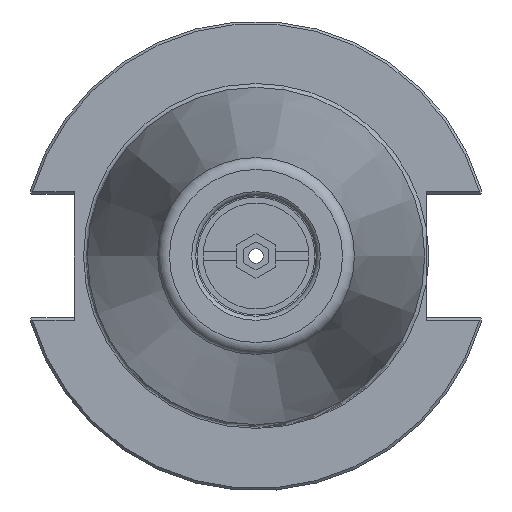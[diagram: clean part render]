
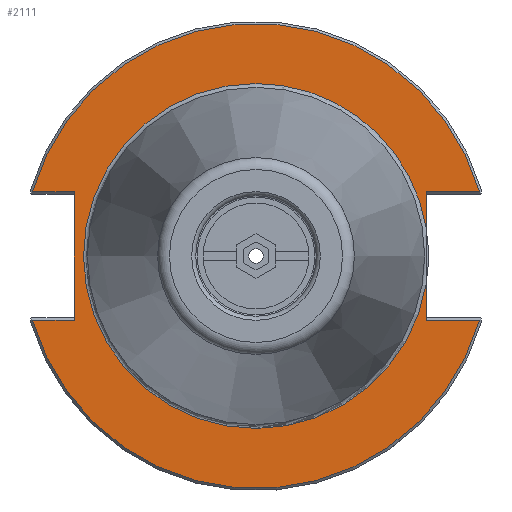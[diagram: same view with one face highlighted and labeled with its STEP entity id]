
A CAD part, left-side view. The second image highlights one B-rep face of the part: STEP entity #2111.
In plain terms, the highlighted planar face has unit normal (-1, 0, 0).
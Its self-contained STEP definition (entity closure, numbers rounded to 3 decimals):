
#125=PLANE('',#2297);
#200=FACE_OUTER_BOUND('',#323,.T.);
#323=EDGE_LOOP('',(#1527,#1528,#1529,#1530,#1531,#1532,#1533,#1534,#1535,
#1536,#1537));
#434=LINE('',#3266,#575);
#438=LINE('',#3274,#579);
#439=LINE('',#3278,#580);
#440=LINE('',#3280,#581);
#441=LINE('',#3282,#582);
#442=LINE('',#3286,#583);
#443=LINE('',#3288,#584);
#575=VECTOR('',#2636,10.);
#579=VECTOR('',#2642,10.);
#580=VECTOR('',#2645,10.);
#581=VECTOR('',#2646,10.);
#582=VECTOR('',#2647,10.);
#583=VECTOR('',#2650,10.);
#584=VECTOR('',#2651,10.);
#754=CIRCLE('',#2298,48.25);
#755=CIRCLE('',#2299,48.25);
#756=CIRCLE('',#2300,35.8);
#757=CIRCLE('',#2301,35.8);
#892=VERTEX_POINT('',#3261);
#893=VERTEX_POINT('',#3265);
#896=VERTEX_POINT('',#3273);
#897=VERTEX_POINT('',#3275);
#898=VERTEX_POINT('',#3277);
#899=VERTEX_POINT('',#3279);
#900=VERTEX_POINT('',#3281);
#901=VERTEX_POINT('',#3283);
#902=VERTEX_POINT('',#3285);
#903=VERTEX_POINT('',#3287);
#904=VERTEX_POINT('',#3289);
#1137=EDGE_CURVE('',#892,#893,#434,.T.);
#1141=EDGE_CURVE('',#896,#893,#438,.T.);
#1142=EDGE_CURVE('',#897,#892,#754,.T.);
#1143=EDGE_CURVE('',#898,#897,#439,.T.);
#1144=EDGE_CURVE('',#898,#899,#440,.T.);
#1145=EDGE_CURVE('',#900,#899,#441,.T.);
#1146=EDGE_CURVE('',#901,#900,#755,.T.);
#1147=EDGE_CURVE('',#902,#901,#442,.T.);
#1148=EDGE_CURVE('',#902,#903,#443,.T.);
#1149=EDGE_CURVE('',#903,#904,#756,.T.);
#1150=EDGE_CURVE('',#904,#896,#757,.T.);
#1527=ORIENTED_EDGE('',*,*,#1141,.T.);
#1528=ORIENTED_EDGE('',*,*,#1137,.F.);
#1529=ORIENTED_EDGE('',*,*,#1142,.F.);
#1530=ORIENTED_EDGE('',*,*,#1143,.F.);
#1531=ORIENTED_EDGE('',*,*,#1144,.T.);
#1532=ORIENTED_EDGE('',*,*,#1145,.F.);
#1533=ORIENTED_EDGE('',*,*,#1146,.F.);
#1534=ORIENTED_EDGE('',*,*,#1147,.F.);
#1535=ORIENTED_EDGE('',*,*,#1148,.T.);
#1536=ORIENTED_EDGE('',*,*,#1149,.T.);
#1537=ORIENTED_EDGE('',*,*,#1150,.T.);
#2111=ADVANCED_FACE('',(#200),#125,.T.);
#2297=AXIS2_PLACEMENT_3D('',#3272,#2640,#2641);
#2298=AXIS2_PLACEMENT_3D('',#3276,#2643,#2644);
#2299=AXIS2_PLACEMENT_3D('',#3284,#2648,#2649);
#2300=AXIS2_PLACEMENT_3D('',#3290,#2652,#2653);
#2301=AXIS2_PLACEMENT_3D('',#3291,#2654,#2655);
#2636=DIRECTION('',(0.,1.,0.));
#2640=DIRECTION('center_axis',(-1.,0.,0.));
#2641=DIRECTION('ref_axis',(0.,0.,1.));
#2642=DIRECTION('',(0.,0.,1.));
#2643=DIRECTION('center_axis',(1.,0.,0.));
#2644=DIRECTION('ref_axis',(0.,0.,-1.));
#2645=DIRECTION('',(0.,1.,0.));
#2646=DIRECTION('',(0.,0.,-1.));
#2647=DIRECTION('',(0.,-1.,0.));
#2648=DIRECTION('center_axis',(1.,0.,0.));
#2649=DIRECTION('ref_axis',(0.,0.,-1.));
#2650=DIRECTION('',(0.,-1.,0.));
#2651=DIRECTION('',(0.,0.,1.));
#2652=DIRECTION('center_axis',(1.,0.,0.));
#2653=DIRECTION('ref_axis',(0.,0.,-1.));
#2654=DIRECTION('center_axis',(1.,0.,0.));
#2655=DIRECTION('ref_axis',(0.,0.,-1.));
#3261=CARTESIAN_POINT('',(3.175,-46.373,13.325));
#3265=CARTESIAN_POINT('',(3.175,-35.3,13.325));
#3266=CARTESIAN_POINT('',(3.175,6.475,13.325));
#3272=CARTESIAN_POINT('Origin',(3.175,48.25,0.));
#3273=CARTESIAN_POINT('',(3.175,-35.3,5.962));
#3274=CARTESIAN_POINT('',(3.175,-35.3,-6.413));
#3275=CARTESIAN_POINT('',(3.175,46.373,13.325));
#3276=CARTESIAN_POINT('Origin',(3.175,0.,0.));
#3277=CARTESIAN_POINT('',(3.175,37.7,13.325));
#3278=CARTESIAN_POINT('',(3.175,61.395,13.325));
#3279=CARTESIAN_POINT('',(3.175,37.7,-13.325));
#3280=CARTESIAN_POINT('',(3.175,37.7,6.413));
#3281=CARTESIAN_POINT('',(3.175,46.373,-13.325));
#3282=CARTESIAN_POINT('',(3.175,42.975,-13.325));
#3283=CARTESIAN_POINT('',(3.175,-46.373,-13.325));
#3284=CARTESIAN_POINT('Origin',(3.175,0.,0.));
#3285=CARTESIAN_POINT('',(3.175,-35.3,-13.325));
#3286=CARTESIAN_POINT('',(3.175,-13.707,-13.325));
#3287=CARTESIAN_POINT('',(3.175,-35.3,-5.962));
#3288=CARTESIAN_POINT('',(3.175,-35.3,-6.413));
#3289=CARTESIAN_POINT('',(3.175,0.,35.8));
#3290=CARTESIAN_POINT('Origin',(3.175,0.,0.));
#3291=CARTESIAN_POINT('Origin',(3.175,0.,0.));
